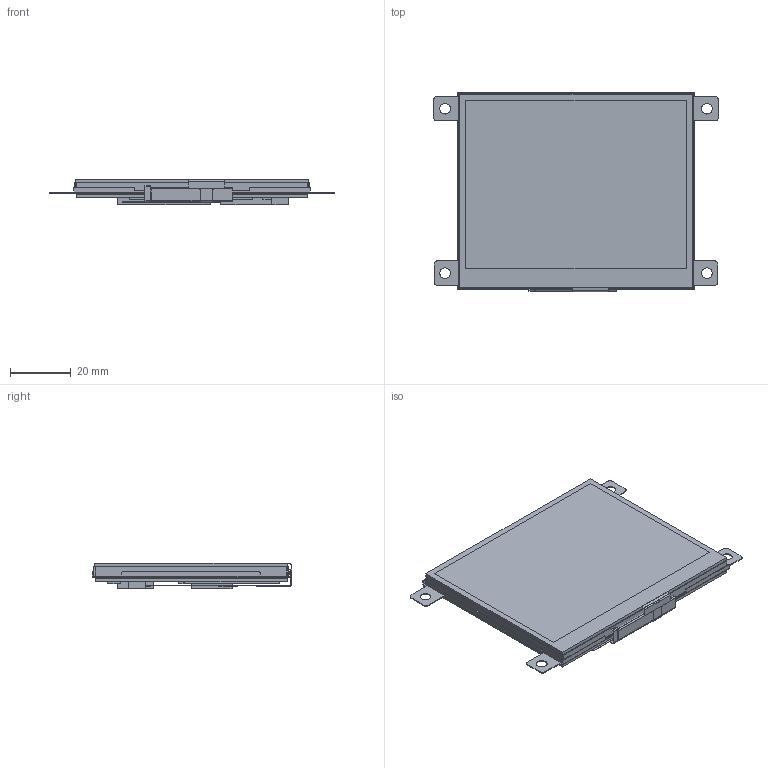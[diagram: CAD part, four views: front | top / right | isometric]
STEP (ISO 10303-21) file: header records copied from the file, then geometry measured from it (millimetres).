
FILE_DESCRIPTION(/* description */ (''),/* implementation_level */ '2;1');
FILE_NAME(/* name */ 'RVT3.5B320240CFWR00.stp',/* time_stamp */ '2019-03-17T12:58:32+01:00',/* author */ ('Adam'),/* organization */ (''),/* preprocessor_version */ 'ST-DEVELOPER v16.13',/* originating_system */ 'Autodesk Inventor 2018',/* authorisation */ '');
FILE_SCHEMA (('AUTOMOTIVE_DESIGN { 1 0 10303 214 3 1 1 }'));
Length unit declared in the file: millimetre
Products named in the file (11): RVT3.5B320240CFWR00; 35FT81X_A; RVT3.5A320240TNWR00; cover glass; Frame; Connector; Connector2; connector3; Contacts; Components; FR3.5A00
Assembly tree (10 placements, depth 3):
  RVT3.5B320240CFWR00
    35FT81X_A
    RVT3.5A320240TNWR00
      cover glass
      Frame
      Connector
      Connector2
      connector3
      Contacts
      Components
    FR3.5A00
Bounding box: 93.5 x 65.42 x 8.31 mm (x, y, z)
Volume: 29450.4 mm3; surface area: 60121.8 mm2
Topology: 72 solids, 72 shells, 667 faces, 1750 edges, 1444 vertices
Faces by surface type: plane 565, cylinder 102
Full cylindrical faces by diameter (mm): 3.5 x4
Entity records: 19686 total; most frequent: CARTESIAN_POINT 3662, DIRECTION 3110, ORIENTED_EDGE 3060, EDGE_CURVE 1530, LINE 1326, VECTOR 1326, VERTEX_POINT 1012, AXIS2_PLACEMENT_3D 892
